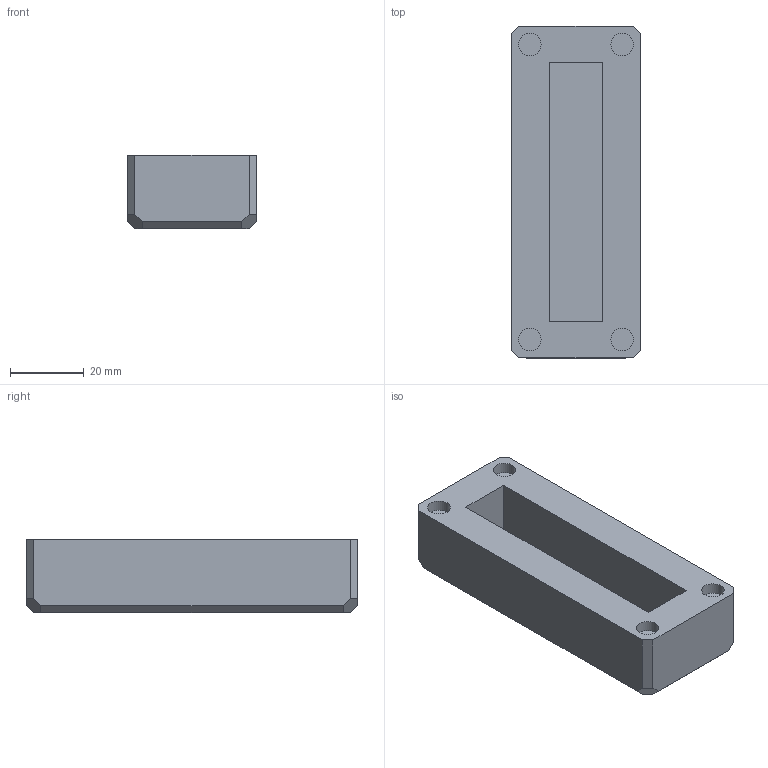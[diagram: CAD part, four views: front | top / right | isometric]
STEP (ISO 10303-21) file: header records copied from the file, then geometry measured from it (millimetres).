
FILE_DESCRIPTION(/* description */ (''),/* implementation_level */ '2;1');
FILE_NAME(/* name */ 'buffer_channel_desiccant_tray.step',/* time_stamp */ '2022-04-18T16:30:53-07:00',/* author */ (''),/* organization */ (''),/* preprocessor_version */ 'ST-DEVELOPER v18.1',/* originating_system */ 'Autodesk Translation Framework v10.14.0.1471',/* authorisation */ '');
FILE_SCHEMA (('AUTOMOTIVE_DESIGN { 1 0 10303 214 3 1 1 }'));
Length unit declared in the file: millimetre
Products named in the file (1): Buffer-Channel-Dessicant
Bounding box: 35 x 90 x 20 mm (x, y, z)
Volume: 45705.6 mm3; surface area: 13818.4 mm2
Topology: 1 solids, 1 shells, 31 faces, 72 edges, 48 vertices
Faces by surface type: plane 27, cylinder 4
Full cylindrical faces by diameter (mm): 6.1 x4
Entity records: 907 total; most frequent: CARTESIAN_POINT 152, ORIENTED_EDGE 144, DIRECTION 144, EDGE_CURVE 72, LINE 64, VECTOR 64, VERTEX_POINT 48, AXIS2_PLACEMENT_3D 40
